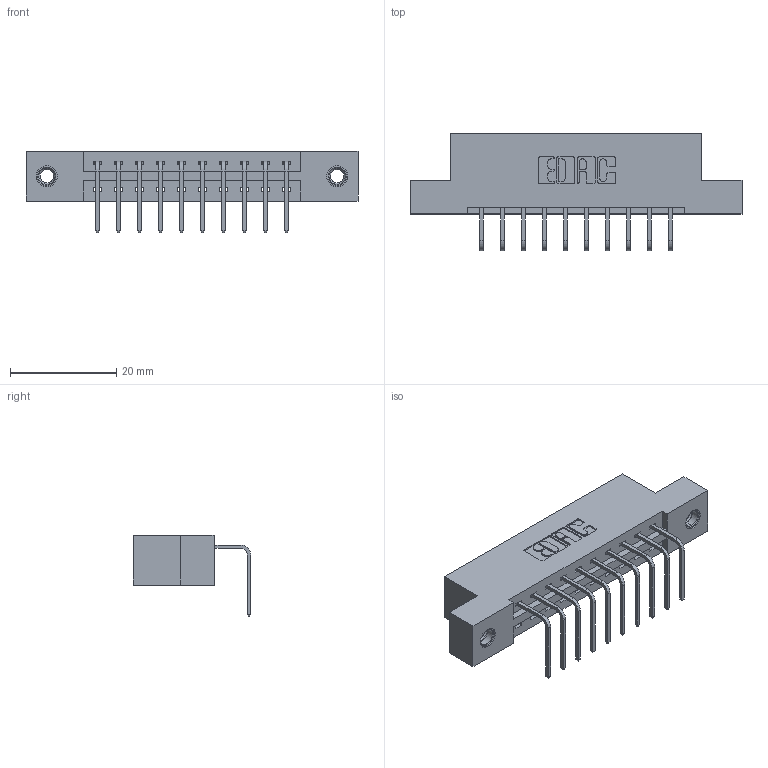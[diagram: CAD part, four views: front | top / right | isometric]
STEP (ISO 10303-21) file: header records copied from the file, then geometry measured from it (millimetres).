
FILE_DESCRIPTION (( 'STEP AP203' ), '1' );
FILE_NAME ('387-010-558-107.STEP', '2019-10-07T16:13:28', ( '' ), ( '' ), 'SwSTEP 2.0', 'SolidWorks 2016', '' );
FILE_SCHEMA (( 'CONFIG_CONTROL_DESIGN' ));
Length unit declared in the file: inch
Products named in the file (4): 345-250-001_345-250-005-103; 337 Part_Flush Mounting Lugs - 0.156 Dia-TI; 387-010-558-107; 345-292-001_558 Tail - 2
Assembly tree (13 placements, depth 2):
  387-010-558-107
    337 Part_Flush Mounting Lugs - 0.156 Dia-TI
    345-292-001_558 Tail - 2  x10
    345-250-001_345-250-005-103  x2
Bounding box: 62.64 x 22.17 x 15.37 mm (x, y, z)
Volume: 6129.4 mm3; surface area: 6401.9 mm2
Topology: 13 solids, 13 shells, 814 faces, 2387 edges, 1570 vertices
Faces by surface type: plane 582, cylinder 216, cone 12, torus 4
Entity records: 12842 total; most frequent: CARTESIAN_POINT 2215, ORIENTED_EDGE 2154, DIRECTION 1963, EDGE_CURVE 1077, VECTOR 929, LINE 929, VERTEX_POINT 712, AXIS2_PLACEMENT_3D 517
